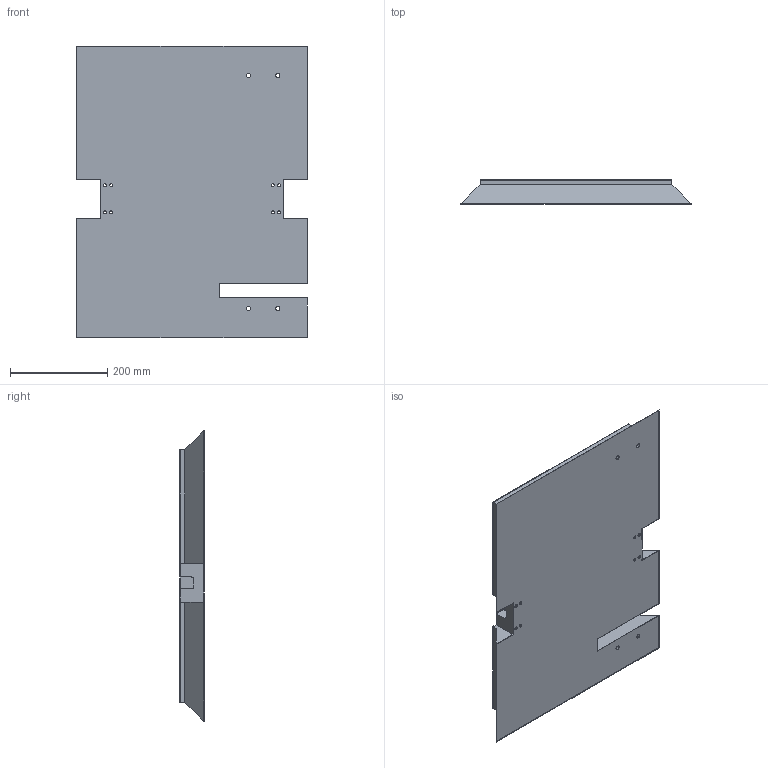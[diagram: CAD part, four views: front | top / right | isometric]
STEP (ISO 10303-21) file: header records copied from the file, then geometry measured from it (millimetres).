
FILE_DESCRIPTION(('FreeCAD Model'),'2;1');
FILE_NAME('Open CASCADE Shape Model','2024-10-16T05:59:18',(''),(''), 'Open CASCADE STEP processor 7.6','FreeCAD','Unknown');
FILE_SCHEMA(('CONFIG_CONTROL_DESIGN','SHAPE_APPEARANCE_LAYER_MIM'));
Length unit declared in the file: millimetre
Products named in the file (4): BoxDoor; InnerSkinBoxDoor; OuterSkinBoxDoor; FoamCoreBoxDoor
Assembly tree (3 placements, depth 2):
  BoxDoor
    InnerSkinBoxDoor
    OuterSkinBoxDoor
    FoamCoreBoxDoor
Bounding box: 475 x 50 x 600 mm (x, y, z)
Volume: 11324858.1 mm3; surface area: 1568802.5 mm2
Topology: 3 solids, 3 shells, 121 faces, 341 edges, 226 vertices
Faces by surface type: plane 81, cylinder 40
Full cylindrical faces by diameter (mm): 6.2 x24, 8.6 x12
Entity records: 4651 total; most frequent: CARTESIAN_POINT 692, ORIENTED_EDGE 682, DIRECTION 671, EDGE_CURVE 341, LINE 261, VECTOR 261, VERTEX_POINT 226, AXIS2_PLACEMENT_3D 205
